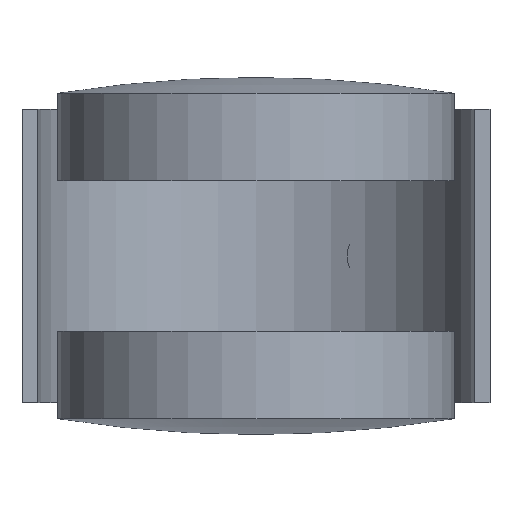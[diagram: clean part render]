
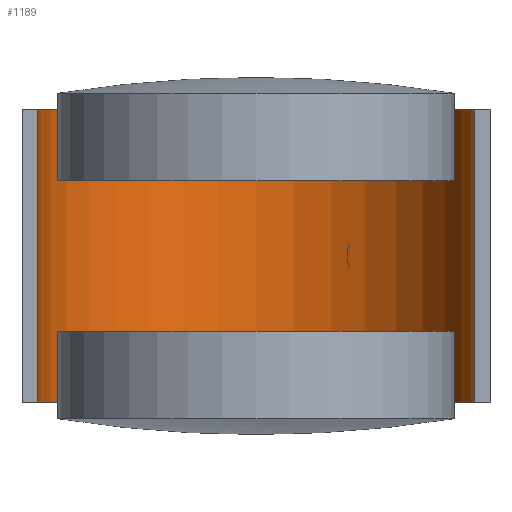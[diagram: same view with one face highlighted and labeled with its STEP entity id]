
A CAD part, front view. The second image highlights one B-rep face of the part: STEP entity #1189.
In plain terms, the highlighted cylindrical face has radius 27.5 mm (diameter 55 mm), a partial arc.
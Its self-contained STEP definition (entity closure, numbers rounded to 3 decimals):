
#7 = CARTESIAN_POINT ( 'NONE',  ( -27.5, 0., 18.5 ) ) ;
#31 = ORIENTED_EDGE ( 'NONE', *, *, #1037, .T. ) ;
#49 = ORIENTED_EDGE ( 'NONE', *, *, #1322, .T. ) ;
#164 = VECTOR ( 'NONE', #833, 1000. ) ;
#195 = EDGE_CURVE ( 'NONE', #798, #985, #552, .T. ) ;
#263 = CYLINDRICAL_SURFACE ( 'NONE', #354, 27.5 ) ;
#309 = ORIENTED_EDGE ( 'NONE', *, *, #195, .F. ) ;
#331 = CARTESIAN_POINT ( 'NONE',  ( 27.5, 0., 18.5 ) ) ;
#354 = AXIS2_PLACEMENT_3D ( 'NONE', #1580, #796, #560 ) ;
#468 = ORIENTED_EDGE ( 'NONE', *, *, #571, .F. ) ;
#552 = CIRCLE ( 'NONE', #907, 27.5 ) ;
#560 = DIRECTION ( 'NONE',  ( -1., 0., 0. ) ) ;
#571 = EDGE_CURVE ( 'NONE', #985, #1179, #997, .T. ) ;
#575 = DIRECTION ( 'NONE',  ( 0., 0., -1. ) ) ;
#680 = CARTESIAN_POINT ( 'NONE',  ( 0., 0., -18.5 ) ) ;
#692 = VECTOR ( 'NONE', #575, 1000. ) ;
#704 = LINE ( 'NONE', #835, #692 ) ;
#717 = CARTESIAN_POINT ( 'NONE',  ( 0., 0., 18.5 ) ) ;
#731 = DIRECTION ( 'NONE',  ( -1., 0., 0. ) ) ;
#796 = DIRECTION ( 'NONE',  ( 0., 0., -1. ) ) ;
#798 = VERTEX_POINT ( 'NONE', #7 ) ;
#830 = EDGE_LOOP ( 'NONE', ( #31, #468, #309, #49 ) ) ;
#833 = DIRECTION ( 'NONE',  ( 0., 0., -1. ) ) ;
#835 = CARTESIAN_POINT ( 'NONE',  ( -27.5, 0., 18.5 ) ) ;
#898 = AXIS2_PLACEMENT_3D ( 'NONE', #680, #1169, #1042 ) ;
#907 = AXIS2_PLACEMENT_3D ( 'NONE', #717, #964, #731 ) ;
#911 = FACE_OUTER_BOUND ( 'NONE', #830, .T. ) ;
#964 = DIRECTION ( 'NONE',  ( 0., 0., -1. ) ) ;
#985 = VERTEX_POINT ( 'NONE', #1530 ) ;
#997 = LINE ( 'NONE', #331, #164 ) ;
#1037 = EDGE_CURVE ( 'NONE', #1473, #1179, #1374, .T. ) ;
#1042 = DIRECTION ( 'NONE',  ( -1., 0., 0. ) ) ;
#1169 = DIRECTION ( 'NONE',  ( 0., 0., -1. ) ) ;
#1179 = VERTEX_POINT ( 'NONE', #1553 ) ;
#1189 = ADVANCED_FACE ( 'NONE', ( #911 ), #263, .F. ) ;
#1322 = EDGE_CURVE ( 'NONE', #798, #1473, #704, .T. ) ;
#1374 = CIRCLE ( 'NONE', #898, 27.5 ) ;
#1424 = CARTESIAN_POINT ( 'NONE',  ( -27.5, 0., -18.5 ) ) ;
#1473 = VERTEX_POINT ( 'NONE', #1424 ) ;
#1530 = CARTESIAN_POINT ( 'NONE',  ( 27.5, 0., 18.5 ) ) ;
#1553 = CARTESIAN_POINT ( 'NONE',  ( 27.5, 0., -18.5 ) ) ;
#1580 = CARTESIAN_POINT ( 'NONE',  ( 0., 0., 18.5 ) ) ;
